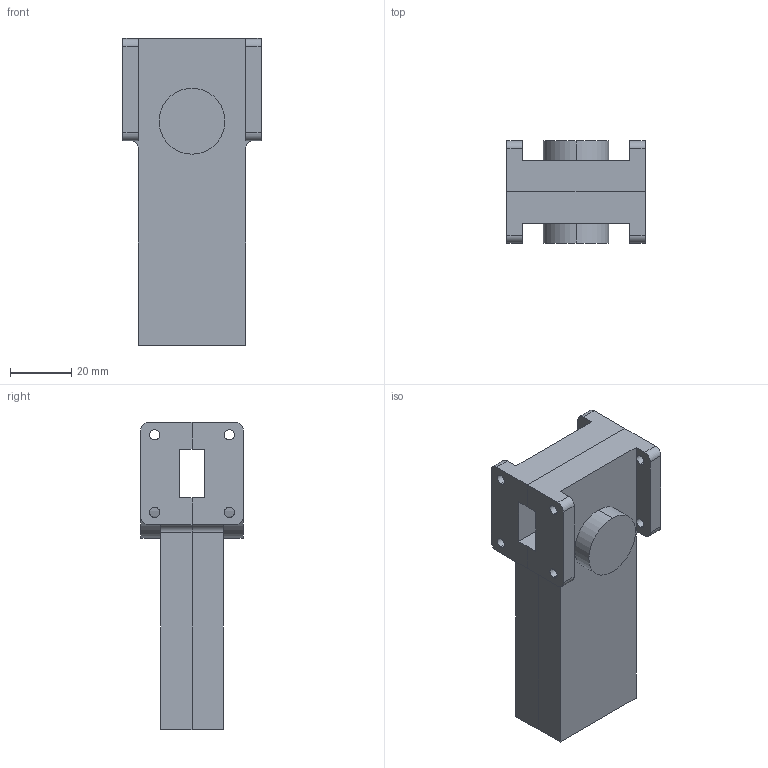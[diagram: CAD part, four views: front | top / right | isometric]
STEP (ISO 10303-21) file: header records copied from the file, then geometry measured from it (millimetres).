
FILE_DESCRIPTION (( 'STEP AP214' ), '1' );
FILE_NAME ('FM-W62IR001_3D.step', '2023-03-08T20:49:15', ( '' ), ( '' ), 'SwSTEP 2.0', 'SolidWorks 2022', '' );
FILE_SCHEMA (( 'AUTOMOTIVE_DESIGN' ));
Length unit declared in the file: inch
Products named in the file (1): FM-W62IR001_3D
Bounding box: 45 x 33.3 x 100 mm (x, y, z)
Volume: 76745.7 mm3; surface area: 19761 mm2
Topology: 1 solids, 1 shells, 72 faces, 200 edges, 130 vertices
Faces by surface type: plane 40, cylinder 32
Entity records: 2590 total; most frequent: DIRECTION 408, CARTESIAN_POINT 403, ORIENTED_EDGE 400, EDGE_CURVE 200, LINE 138, VECTOR 138, AXIS2_PLACEMENT_3D 135, VERTEX_POINT 130
